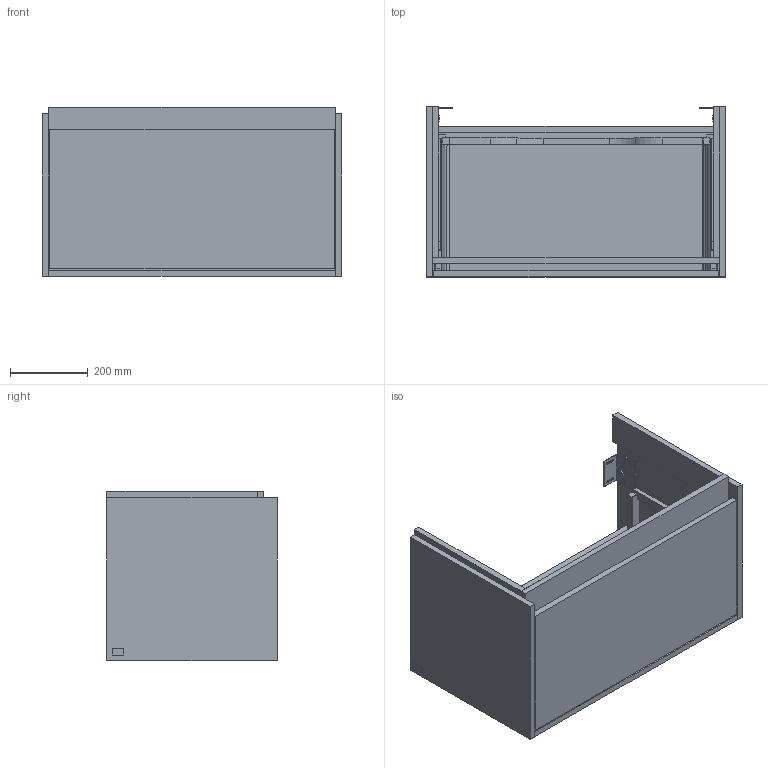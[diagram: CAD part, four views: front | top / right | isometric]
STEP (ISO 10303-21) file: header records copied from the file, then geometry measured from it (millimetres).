
FILE_DESCRIPTION(/* description */ (''),/* implementation_level */ '2;1');
FILE_NAME(/* name */ 'C78600_RFS.stp',/* time_stamp */ '2024-06-18T15:18:57+02:00',/* author */ ('schmidtkonj'),/* organization */ (''),/* preprocessor_version */ 'ST-DEVELOPER v18.1',/* originating_system */ 'Autodesk Inventor 2021',/* authorisation */ '');
FILE_SCHEMA (('AUTOMOTIVE_DESIGN { 1 0 10303 214 3 1 1 }'));
Length unit declared in the file: millimetre
Products named in the file (1): C78600_RFS
Bounding box: 772.5 x 439 x 436 mm (x, y, z)
Volume: 23255693.4 mm3; surface area: 3420516.3 mm2
Topology: 43 solids, 43 shells, 1450 faces, 3984 edges, 2666 vertices
Faces by surface type: plane 1000, cylinder 400, cone 48, torus 2
Full cylindrical faces by diameter (mm): 2.5 x2, 5 x2, 5.1 x2, 6 x6, 7 x10, 7.2 x2, 8 x4, 8.4 x2, 10 x8, 12 x2, 12.2 x2, 30 x2
Entity records: 46522 total; most frequent: CARTESIAN_POINT 8293, ORIENTED_EDGE 7968, DIRECTION 7842, EDGE_CURVE 3984, LINE 2868, VECTOR 2868, VERTEX_POINT 2666, AXIS2_PLACEMENT_3D 2487
